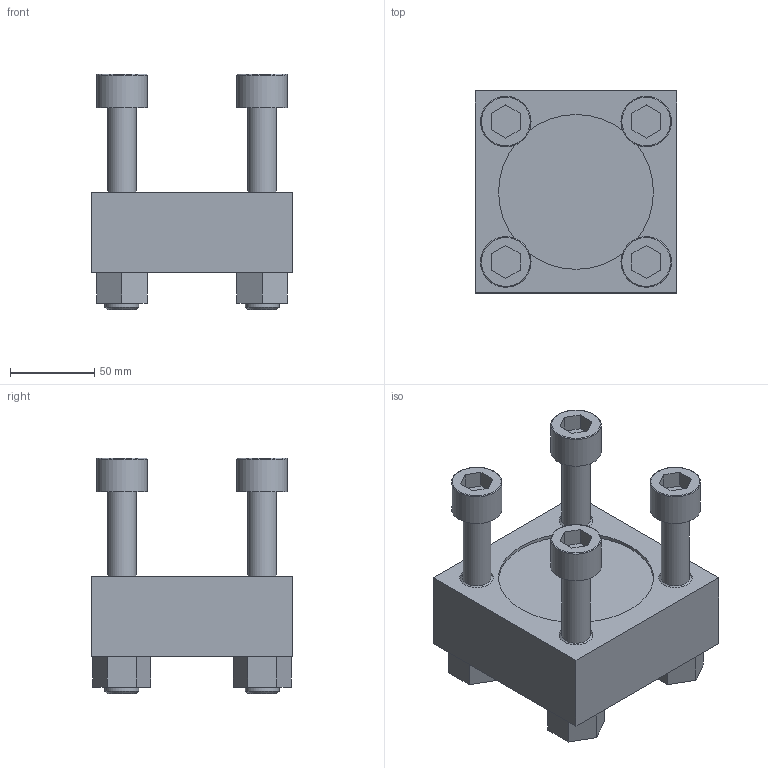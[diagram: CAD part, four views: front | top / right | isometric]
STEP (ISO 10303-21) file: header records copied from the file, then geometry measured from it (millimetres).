
FILE_DESCRIPTION(/* description */ ('STEP AP203'),/* implementation_level */ '2;1');
FILE_NAME(/* name */ 'Counter Blind Flange FGB 65-0-01',/* time_stamp */ '2024-06-13T07:50:09+02:00',/* author */ ('License CC BY-ND 4.0'),/* organization */ ('CADENAS'),/* preprocessor_version */ 'ST-DEVELOPER v19.3',/* originating_system */ 'PARTsolutions',/* authorisation */ ' ');
FILE_SCHEMA (('CONFIG_CONTROL_DESIGN'));
Length unit declared in the file: millimetre
Products named in the file (1): Gegen-Blindflansch FGB 65-0-01
Bounding box: 120 x 120 x 140 mm (x, y, z)
Volume: 820948.1 mm3; surface area: 96920.1 mm2
Topology: 1 solids, 1 shells, 109 faces, 244 edges, 160 vertices
Faces by surface type: plane 77, cylinder 19, cone 9, torus 4
Full cylindrical faces by diameter (mm): 16.933 x4, 20 x8, 30 x4, 76.1 x1, 79.05 x1, 92 x1
Entity records: 2790 total; most frequent: DIRECTION 470, CARTESIAN_POINT 464, ORIENTED_EDGE 406, EDGE_CURVE 203, EDGE_LOOP 164, FACE_BOUND 164, AXIS2_PLACEMENT_3D 157, LINE 156
